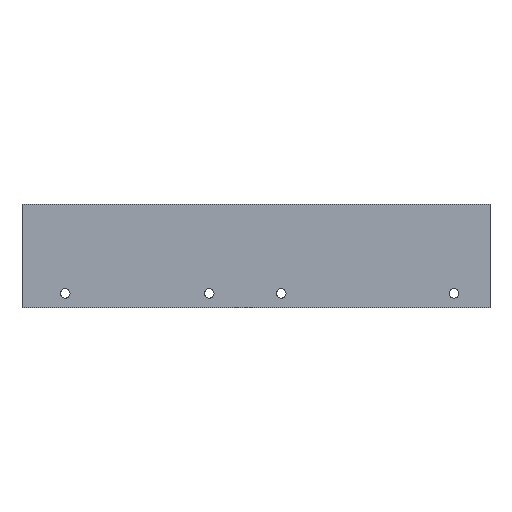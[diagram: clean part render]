
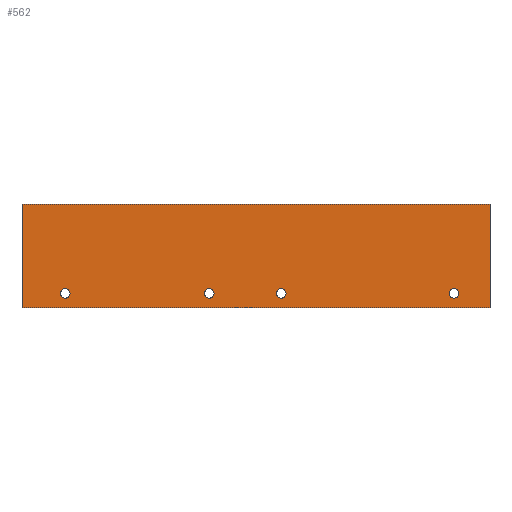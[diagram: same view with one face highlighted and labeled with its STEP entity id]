
A CAD part, left-side view. The second image highlights one B-rep face of the part: STEP entity #562.
In plain terms, the highlighted planar face has unit normal (-1, 0, 0).
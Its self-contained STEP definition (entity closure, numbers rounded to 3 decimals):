
#236 = EDGE_CURVE('',#237,#239,#241,.T.);
#237 = VERTEX_POINT('',#238);
#238 = CARTESIAN_POINT('',(-2.,-101.6,530.));
#239 = VERTEX_POINT('',#240);
#240 = CARTESIAN_POINT('',(-2.,-426.6,530.));
#241 = LINE('',#242,#243);
#242 = CARTESIAN_POINT('',(-2.,-101.6,530.));
#243 = VECTOR('',#244,1.);
#244 = DIRECTION('',(0.,-1.,0.));
#269 = VERTEX_POINT('',#270);
#270 = CARTESIAN_POINT('',(-2.,-401.6,543.35));
#276 = EDGE_CURVE('',#269,#269,#277,.T.);
#277 = CIRCLE('',#278,3.35);
#278 = AXIS2_PLACEMENT_3D('',#279,#280,#281);
#279 = CARTESIAN_POINT('',(-2.,-401.6,540.));
#280 = DIRECTION('',(1.,0.,0.));
#281 = DIRECTION('',(0.,0.,1.));
#294 = VERTEX_POINT('',#295);
#295 = CARTESIAN_POINT('',(-2.,-281.6,543.35));
#301 = EDGE_CURVE('',#294,#294,#302,.T.);
#302 = CIRCLE('',#303,3.35);
#303 = AXIS2_PLACEMENT_3D('',#304,#305,#306);
#304 = CARTESIAN_POINT('',(-2.,-281.6,540.));
#305 = DIRECTION('',(1.,0.,0.));
#306 = DIRECTION('',(0.,0.,1.));
#319 = VERTEX_POINT('',#320);
#320 = CARTESIAN_POINT('',(-2.,-231.6,543.35));
#326 = EDGE_CURVE('',#319,#319,#327,.T.);
#327 = CIRCLE('',#328,3.35);
#328 = AXIS2_PLACEMENT_3D('',#329,#330,#331);
#329 = CARTESIAN_POINT('',(-2.,-231.6,540.));
#330 = DIRECTION('',(1.,0.,0.));
#331 = DIRECTION('',(0.,0.,1.));
#344 = VERTEX_POINT('',#345);
#345 = CARTESIAN_POINT('',(-2.,-131.6,543.35));
#351 = EDGE_CURVE('',#344,#344,#352,.T.);
#352 = CIRCLE('',#353,3.35);
#353 = AXIS2_PLACEMENT_3D('',#354,#355,#356);
#354 = CARTESIAN_POINT('',(-2.,-131.6,540.));
#355 = DIRECTION('',(1.,0.,0.));
#356 = DIRECTION('',(0.,0.,1.));
#541 = VERTEX_POINT('',#542);
#542 = CARTESIAN_POINT('',(-2.,-101.6,602.));
#552 = EDGE_CURVE('',#541,#237,#553,.T.);
#553 = LINE('',#554,#555);
#554 = CARTESIAN_POINT('',(-2.,-101.6,602.));
#555 = VECTOR('',#556,1.);
#556 = DIRECTION('',(0.,0.,-1.));
#562 = ADVANCED_FACE('',(#563,#581,#584,#587,#590),#593,.F.);
#563 = FACE_BOUND('',#564,.T.);
#564 = EDGE_LOOP('',(#565,#573,#574,#575));
#565 = ORIENTED_EDGE('',*,*,#566,.F.);
#566 = EDGE_CURVE('',#541,#567,#569,.T.);
#567 = VERTEX_POINT('',#568);
#568 = CARTESIAN_POINT('',(-2.,-426.6,602.));
#569 = LINE('',#570,#571);
#570 = CARTESIAN_POINT('',(-2.,-101.6,602.));
#571 = VECTOR('',#572,1.);
#572 = DIRECTION('',(0.,-1.,0.));
#573 = ORIENTED_EDGE('',*,*,#552,.T.);
#574 = ORIENTED_EDGE('',*,*,#236,.T.);
#575 = ORIENTED_EDGE('',*,*,#576,.F.);
#576 = EDGE_CURVE('',#567,#239,#577,.T.);
#577 = LINE('',#578,#579);
#578 = CARTESIAN_POINT('',(-2.,-426.6,602.));
#579 = VECTOR('',#580,1.);
#580 = DIRECTION('',(0.,0.,-1.));
#581 = FACE_BOUND('',#582,.F.);
#582 = EDGE_LOOP('',(#583));
#583 = ORIENTED_EDGE('',*,*,#276,.F.);
#584 = FACE_BOUND('',#585,.F.);
#585 = EDGE_LOOP('',(#586));
#586 = ORIENTED_EDGE('',*,*,#301,.F.);
#587 = FACE_BOUND('',#588,.F.);
#588 = EDGE_LOOP('',(#589));
#589 = ORIENTED_EDGE('',*,*,#326,.F.);
#590 = FACE_BOUND('',#591,.F.);
#591 = EDGE_LOOP('',(#592));
#592 = ORIENTED_EDGE('',*,*,#351,.F.);
#593 = PLANE('',#594);
#594 = AXIS2_PLACEMENT_3D('',#595,#596,#597);
#595 = CARTESIAN_POINT('',(-2.,-101.6,602.));
#596 = DIRECTION('',(1.,0.,0.));
#597 = DIRECTION('',(0.,0.,-1.));
